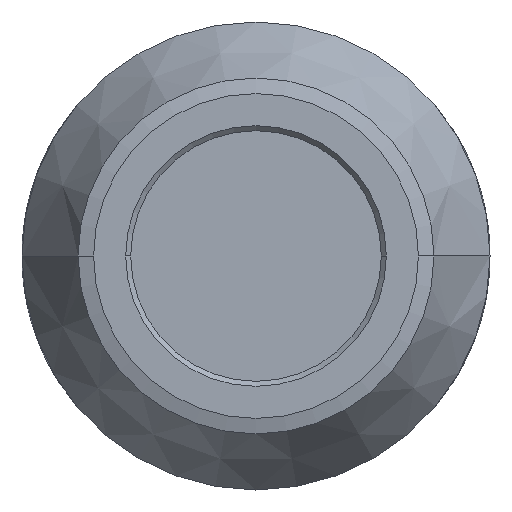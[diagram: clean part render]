
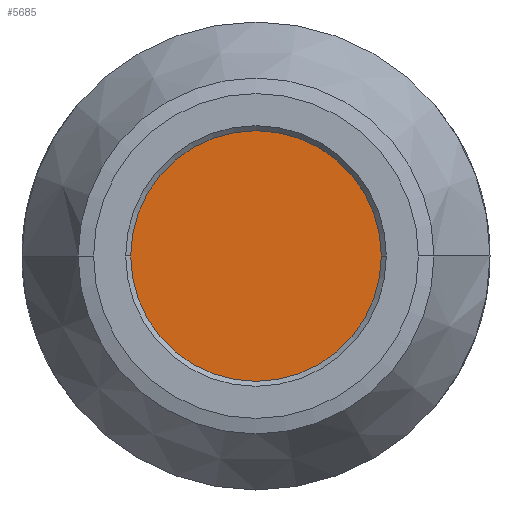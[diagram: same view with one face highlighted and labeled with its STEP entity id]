
A CAD part, left-side view. The second image highlights one B-rep face of the part: STEP entity #5685.
In plain terms, the highlighted planar face has unit normal (-1, 0, 0).
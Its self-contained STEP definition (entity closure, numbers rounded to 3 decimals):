
#333 = DIRECTION ( 'NONE',  ( 0., -1., 0. ) ) ;
#861 = ORIENTED_EDGE ( 'NONE', *, *, #3175, .T. ) ;
#1080 = VERTEX_POINT ( 'NONE', #1254 ) ;
#1158 = PLANE ( 'NONE',  #5449 ) ;
#1254 = CARTESIAN_POINT ( 'NONE',  ( -15.869, -6.35, 0. ) ) ;
#1404 = EDGE_LOOP ( 'NONE', ( #5087, #861 ) ) ;
#2671 = FACE_OUTER_BOUND ( 'NONE', #1404, .T. ) ;
#2850 = CIRCLE ( 'NONE', #12346, 6.35 ) ;
#3175 = EDGE_CURVE ( 'NONE', #10474, #1080, #2850, .T. ) ;
#5041 = DIRECTION ( 'NONE',  ( -1., 0., 0. ) ) ;
#5087 = ORIENTED_EDGE ( 'NONE', *, *, #12174, .T. ) ;
#5116 = CARTESIAN_POINT ( 'NONE',  ( -15.869, 0., 0. ) ) ;
#5449 = AXIS2_PLACEMENT_3D ( 'NONE', #5116, #12029, #6114 ) ;
#5685 = ADVANCED_FACE ( 'NONE', ( #2671 ), #1158, .T. ) ;
#6114 = DIRECTION ( 'NONE',  ( 0., -1., 0. ) ) ;
#6242 = DIRECTION ( 'NONE',  ( -1., 0., 0. ) ) ;
#7523 = CARTESIAN_POINT ( 'NONE',  ( -15.869, 6.35, 0. ) ) ;
#7601 = CIRCLE ( 'NONE', #12727, 6.35 ) ;
#10474 = VERTEX_POINT ( 'NONE', #7523 ) ;
#10981 = CARTESIAN_POINT ( 'NONE',  ( -15.869, 0., 0. ) ) ;
#11965 = DIRECTION ( 'NONE',  ( 0., -1., 0. ) ) ;
#12029 = DIRECTION ( 'NONE',  ( -1., 0., 0. ) ) ;
#12137 = CARTESIAN_POINT ( 'NONE',  ( -15.869, 0., 0. ) ) ;
#12174 = EDGE_CURVE ( 'NONE', #1080, #10474, #7601, .T. ) ;
#12346 = AXIS2_PLACEMENT_3D ( 'NONE', #10981, #5041, #11965 ) ;
#12727 = AXIS2_PLACEMENT_3D ( 'NONE', #12137, #6242, #333 ) ;
